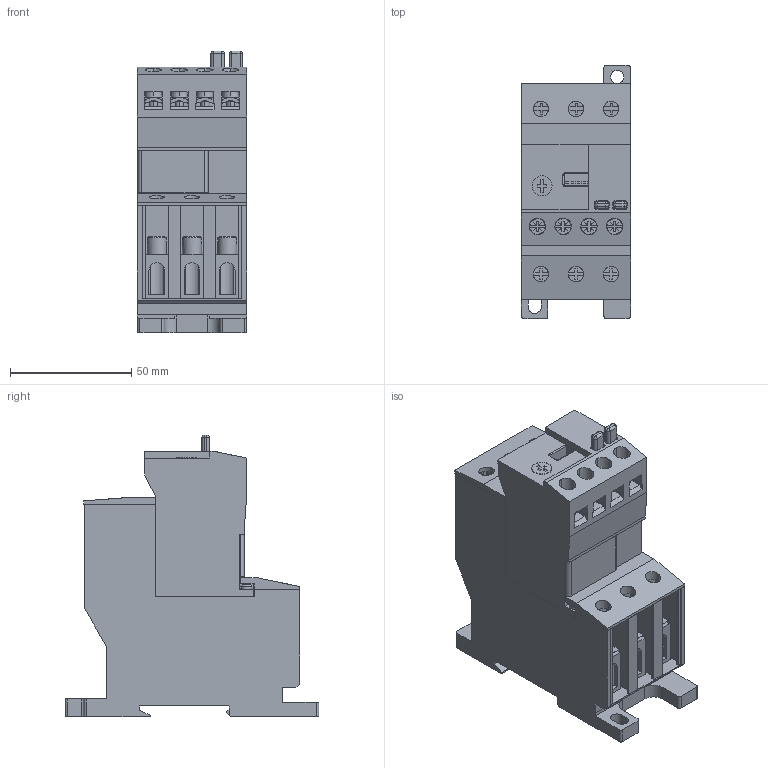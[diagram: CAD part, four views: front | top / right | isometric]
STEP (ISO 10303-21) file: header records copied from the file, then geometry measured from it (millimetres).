
FILE_DESCRIPTION (( 'STEP AP214' ), '1' );
FILE_NAME ('XTOE1P6CGSS.step', '2019-09-03T15:40:07', ( '' ), ( '' ), 'SwSTEP 2.0', 'SolidWorks 2018', '' );
FILE_SCHEMA (( 'AUTOMOTIVE_DESIGN' ));
Length unit declared in the file: millimetre
Products named in the file (1): XTOE1P6CGSS
Bounding box: 45.01 x 104.6 x 116.25 mm (x, y, z)
Volume: 292500.2 mm3; surface area: 75869.4 mm2
Topology: 42 solids, 42 shells, 1296 faces, 3434 edges, 2224 vertices
Faces by surface type: plane 854, cylinder 281, bspline 109, cone 38, sphere 8, torus 6
Entity records: 44508 total; most frequent: CARTESIAN_POINT 13132, ORIENTED_EDGE 6840, DIRECTION 5811, EDGE_CURVE 3420, LINE 2337, VECTOR 2337, VERTEX_POINT 2224, AXIS2_PLACEMENT_3D 1737
